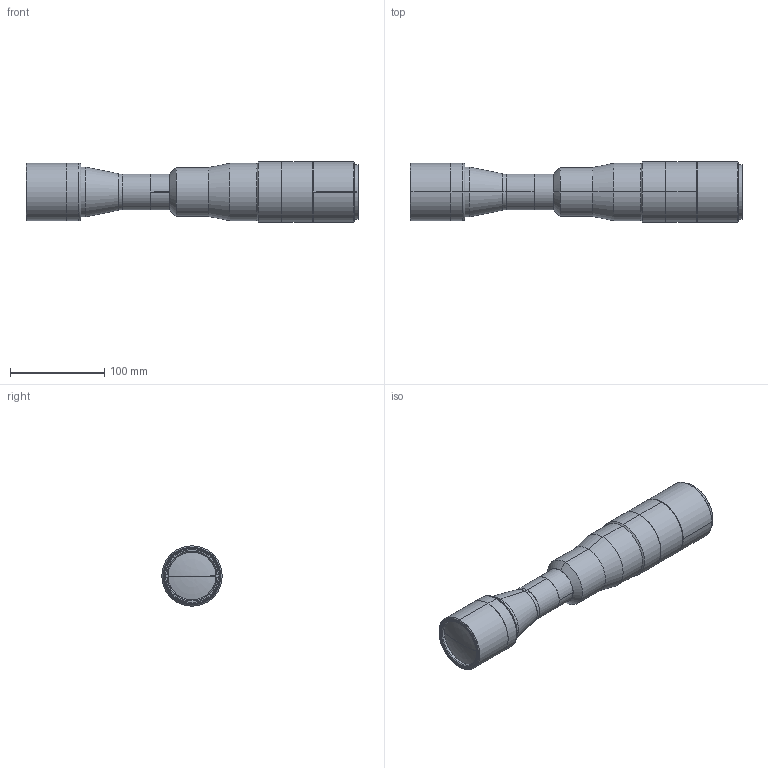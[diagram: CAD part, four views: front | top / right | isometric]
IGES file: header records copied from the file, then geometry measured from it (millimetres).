
Start section: SolidWorks IGES file using analytic representation for surfaces
Global section: file name: TC16M036-Q.IGS; native system: SolidWorks 2013; preprocessor: SolidWorks 2013; author: bna; date: 140627.160340; units: millimetre
Bounding box: 353 x 64 x 64 mm (x, y, z)
Surface area: 80801.2 mm2 (no closed solid volume)
Topology: 0 solids, 0 shells, 70 faces, 2181 edges, 2180 vertices
Faces by surface type: revolution 43, bspline 27
